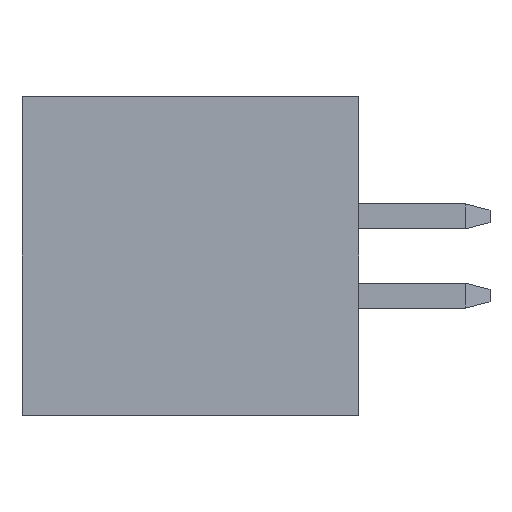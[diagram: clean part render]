
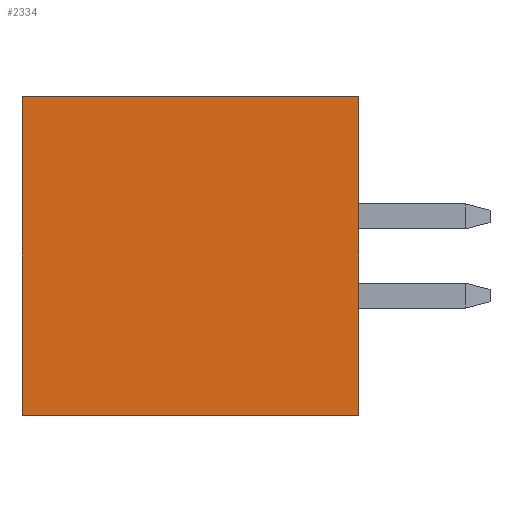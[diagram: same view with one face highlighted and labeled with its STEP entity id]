
A CAD part, left-side view. The second image highlights one B-rep face of the part: STEP entity #2334.
In plain terms, the highlighted planar face has unit normal (-1, 0, 0).
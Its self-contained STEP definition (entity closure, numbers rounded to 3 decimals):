
#92=FACE_OUTER_BOUND('',#237,.T.);
#237=EDGE_LOOP('',(#1770,#1771,#1772,#1773));
#364=LINE('',#3256,#687);
#369=LINE('',#3266,#692);
#463=LINE('',#3454,#786);
#483=LINE('',#3492,#806);
#687=VECTOR('',#2640,10.);
#692=VECTOR('',#2649,10.);
#786=VECTOR('',#2803,10.);
#806=VECTOR('',#2841,10.);
#999=VERTEX_POINT('',#3253);
#1000=VERTEX_POINT('',#3255);
#1003=VERTEX_POINT('',#3265);
#1067=VERTEX_POINT('',#3453);
#1208=EDGE_CURVE('',#999,#1000,#364,.T.);
#1213=EDGE_CURVE('',#1000,#1003,#369,.T.);
#1307=EDGE_CURVE('',#1003,#1067,#463,.T.);
#1327=EDGE_CURVE('',#999,#1067,#483,.T.);
#1770=ORIENTED_EDGE('',*,*,#1208,.F.);
#1771=ORIENTED_EDGE('',*,*,#1327,.T.);
#1772=ORIENTED_EDGE('',*,*,#1307,.F.);
#1773=ORIENTED_EDGE('',*,*,#1213,.F.);
#2195=PLANE('',#2493);
#2334=ADVANCED_FACE('',(#92),#2195,.T.);
#2493=AXIS2_PLACEMENT_3D('',#3493,#2842,#2843);
#2640=DIRECTION('',(0.,0.,-1.));
#2649=DIRECTION('',(0.,1.,0.));
#2803=DIRECTION('',(0.,0.,1.));
#2841=DIRECTION('',(0.,1.,0.));
#2842=DIRECTION('center_axis',(-1.,0.,0.));
#2843=DIRECTION('ref_axis',(0.,0.,1.));
#3253=CARTESIAN_POINT('',(-5.055,0.,2.55));
#3255=CARTESIAN_POINT('',(-5.055,0.,-2.55));
#3256=CARTESIAN_POINT('',(-5.055,0.,2.55));
#3265=CARTESIAN_POINT('',(-5.055,5.4,-2.55));
#3266=CARTESIAN_POINT('',(-5.055,0.,-2.55));
#3453=CARTESIAN_POINT('',(-5.055,5.4,2.55));
#3454=CARTESIAN_POINT('',(-5.055,5.4,-2.55));
#3492=CARTESIAN_POINT('',(-5.055,0.,2.55));
#3493=CARTESIAN_POINT('Origin',(-5.055,0.,-2.55));
